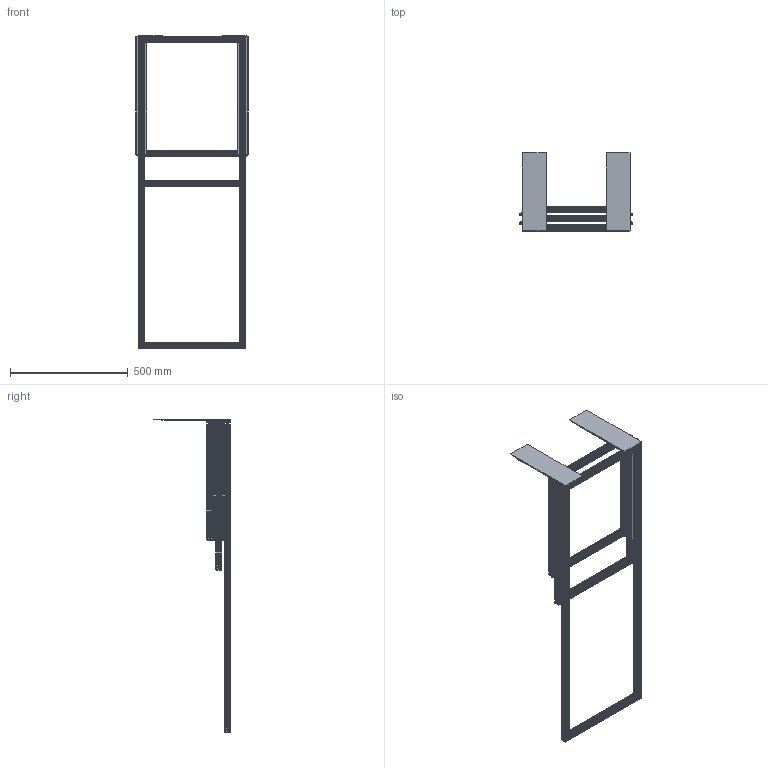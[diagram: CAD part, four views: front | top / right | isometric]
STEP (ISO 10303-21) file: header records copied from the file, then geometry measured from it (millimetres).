
FILE_DESCRIPTION (( 'STEP AP203' ), '1' );
FILE_NAME ('Forklift frame.STEP', '2018-01-15T15:30:47', ( '' ), ( '' ), 'SwSTEP 2.0', 'SolidWorks 2017', '' );
FILE_SCHEMA (( 'CONFIG_CONTROL_DESIGN' ));
Length unit declared in the file: inch
Products named in the file (13): Top_Top; Bearing MT-T_Bearing MT-T; modifiable_t-slot_bar__18_in_; Forklift Forks V1; Drawer Slide Side-Mount - MMC 2712A6_Drawer Slide-Sliding; Forklift frame; Bearing BM-T_Bearing BM-T; Bearing BM-B_Bearing BM-B; modifiable_t-slot_bar__24_in_; Bearing MT-B_Bearing MT-B; Middle_Middle; Base_Base; modifiable_t-slot_bar__50.25_in_
Assembly tree (24 placements, depth 3):
  Forklift frame
    modifiable_t-slot_bar__18_in_  x7
    modifiable_t-slot_bar__50.25_in_  x2
    modifiable_t-slot_bar__24_in_  x2
    Drawer Slide Side-Mount - MMC 2712A6_Drawer Slide-Sliding  x4
      Base_Base
      Middle_Middle
      Top_Top
      Bearing BM-T_Bearing BM-T
      Bearing BM-B_Bearing BM-B
      Bearing MT-T_Bearing MT-T
      Bearing MT-B_Bearing MT-B
    Forklift Forks V1  x2
Bounding box: 477.82 x 330.2 x 1333.5 mm (x, y, z)
Volume: 3054532.6 mm3; surface area: 2337863.1 mm2
Topology: 41 solids, 41 shells, 2546 faces, 7008 edges, 4736 vertices
Faces by surface type: plane 1146, cylinder 1112, bspline 288
Entity records: 26581 total; most frequent: CARTESIAN_POINT 7454, ORIENTED_EDGE 3684, DIRECTION 3604, EDGE_CURVE 1842, VERTEX_POINT 1244, AXIS2_PLACEMENT_3D 1234, VECTOR 1136, LINE 1136
